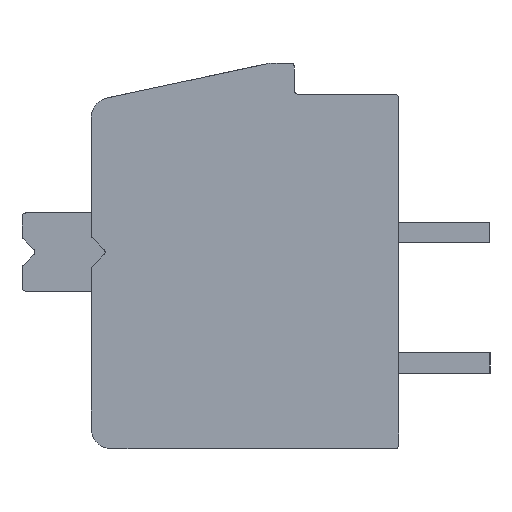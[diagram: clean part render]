
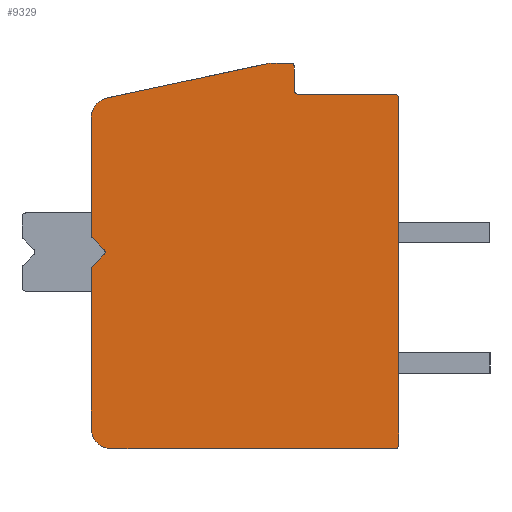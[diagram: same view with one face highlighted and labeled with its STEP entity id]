
A CAD part, left-side view. The second image highlights one B-rep face of the part: STEP entity #9329.
In plain terms, the highlighted planar face has unit normal (-1, 0, 0).
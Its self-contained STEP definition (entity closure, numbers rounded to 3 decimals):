
#134=CARTESIAN_POINT('',(-15.99,-8.3,-14.65));
#135=DIRECTION('',(1.,0.,0.));
#136=DIRECTION('',(0.,-1.,0.));
#137=AXIS2_PLACEMENT_3D('',#134,#135,#136);
#139=DIRECTION('',(0.,1.,0.));
#140=VECTOR('',#139,10.85);
#141=CARTESIAN_POINT('',(-15.99,-8.3,-14.8));
#142=LINE('',#141,#140);
#143=CARTESIAN_POINT('',(-15.99,2.55,-14.));
#144=DIRECTION('',(1.,0.,0.));
#145=DIRECTION('',(0.,0.,-1.));
#146=AXIS2_PLACEMENT_3D('',#143,#144,#145);
#148=DIRECTION('',(0.,0.,1.));
#149=VECTOR('',#148,6.088);
#150=CARTESIAN_POINT('',(-15.99,3.35,-14.));
#151=LINE('',#150,#149);
#152=CARTESIAN_POINT('',(-15.99,3.2,-7.912));
#153=DIRECTION('',(1.,0.,0.));
#154=DIRECTION('',(0.,1.,0.));
#155=AXIS2_PLACEMENT_3D('',#152,#153,#154);
#157=DIRECTION('',(0.,-0.707,0.707));
#158=VECTOR('',#157,0.637);
#159=CARTESIAN_POINT('',(-15.99,3.306,-7.806));
#160=LINE('',#159,#158);
#161=CARTESIAN_POINT('',(-15.99,2.962,-7.25));
#162=DIRECTION('',(-1.,0.,0.));
#163=DIRECTION('',(0.,-0.707,-0.707));
#164=AXIS2_PLACEMENT_3D('',#161,#162,#163);
#166=DIRECTION('',(0.,0.707,0.707));
#167=VECTOR('',#166,0.637);
#168=CARTESIAN_POINT('',(-15.99,2.856,-7.144));
#169=LINE('',#168,#167);
#170=CARTESIAN_POINT('',(-15.99,3.2,-6.588));
#171=DIRECTION('',(1.,0.,0.));
#172=DIRECTION('',(0.,0.707,-0.707));
#173=AXIS2_PLACEMENT_3D('',#170,#171,#172);
#175=DIRECTION('',(0.,0.,1.));
#176=VECTOR('',#175,4.47);
#177=CARTESIAN_POINT('',(-15.99,3.35,-6.588));
#178=LINE('',#177,#176);
#179=CARTESIAN_POINT('',(-15.99,2.55,-2.118));
#180=DIRECTION('',(1.,0.,0.));
#181=DIRECTION('',(0.,1.,0.));
#182=AXIS2_PLACEMENT_3D('',#179,#180,#181);
#184=DIRECTION('',(0.,-0.978,0.209));
#185=VECTOR('',#184,6.269);
#186=CARTESIAN_POINT('',(-15.99,2.718,-1.335));
#187=LINE('',#186,#185);
#188=CARTESIAN_POINT('',(-15.99,-3.622,-1.));
#189=DIRECTION('',(1.,0.,0.));
#190=DIRECTION('',(0.,0.209,0.978));
#191=AXIS2_PLACEMENT_3D('',#188,#189,#190);
#193=DIRECTION('',(0.,-1.,0.));
#194=VECTOR('',#193,0.678);
#195=CARTESIAN_POINT('',(-15.99,-3.622,0.));
#196=LINE('',#195,#194);
#197=CARTESIAN_POINT('',(-15.99,-4.3,-0.15));
#198=DIRECTION('',(1.,0.,0.));
#199=DIRECTION('',(0.,0.,1.));
#200=AXIS2_PLACEMENT_3D('',#197,#198,#199);
#202=DIRECTION('',(0.,0.,-1.));
#203=VECTOR('',#202,0.9);
#204=CARTESIAN_POINT('',(-15.99,-4.45,-0.15));
#205=LINE('',#204,#203);
#206=CARTESIAN_POINT('',(-15.99,-4.6,-1.05));
#207=DIRECTION('',(-1.,0.,0.));
#208=DIRECTION('',(0.,1.,0.));
#209=AXIS2_PLACEMENT_3D('',#206,#207,#208);
#211=DIRECTION('',(0.,-1.,0.));
#212=VECTOR('',#211,3.7);
#213=CARTESIAN_POINT('',(-15.99,-4.6,-1.2));
#214=LINE('',#213,#212);
#215=CARTESIAN_POINT('',(-15.99,-8.3,-1.35));
#216=DIRECTION('',(1.,0.,0.));
#217=DIRECTION('',(0.,0.,1.));
#218=AXIS2_PLACEMENT_3D('',#215,#216,#217);
#220=DIRECTION('',(0.,0.,-1.));
#221=VECTOR('',#220,13.3);
#222=CARTESIAN_POINT('',(-15.99,-8.45,-1.35));
#223=LINE('',#222,#221);
#7690=CARTESIAN_POINT('',(-15.99,-8.45,-14.65));
#7691=CARTESIAN_POINT('',(-15.99,-8.3,-14.8));
#7692=VERTEX_POINT('',#7690);
#7693=VERTEX_POINT('',#7691);
#7694=CARTESIAN_POINT('',(-15.99,2.55,-14.8));
#7695=VERTEX_POINT('',#7694);
#7696=CARTESIAN_POINT('',(-15.99,3.35,-14.));
#7697=VERTEX_POINT('',#7696);
#7698=CARTESIAN_POINT('',(-15.99,3.35,-7.912));
#7699=VERTEX_POINT('',#7698);
#7700=CARTESIAN_POINT('',(-15.99,3.306,-7.806));
#7701=VERTEX_POINT('',#7700);
#7702=CARTESIAN_POINT('',(-15.99,2.856,-7.356));
#7703=VERTEX_POINT('',#7702);
#7704=CARTESIAN_POINT('',(-15.99,2.856,-7.144));
#7705=VERTEX_POINT('',#7704);
#7706=CARTESIAN_POINT('',(-15.99,3.306,-6.694));
#7707=VERTEX_POINT('',#7706);
#7708=CARTESIAN_POINT('',(-15.99,3.35,-6.588));
#7709=VERTEX_POINT('',#7708);
#7710=CARTESIAN_POINT('',(-15.99,3.35,-2.118));
#7711=VERTEX_POINT('',#7710);
#7712=CARTESIAN_POINT('',(-15.99,2.718,-1.335));
#7713=VERTEX_POINT('',#7712);
#7714=CARTESIAN_POINT('',(-15.99,-3.413,-0.022));
#7715=VERTEX_POINT('',#7714);
#7716=CARTESIAN_POINT('',(-15.99,-3.622,0.));
#7717=VERTEX_POINT('',#7716);
#7718=CARTESIAN_POINT('',(-15.99,-4.3,0.));
#7719=VERTEX_POINT('',#7718);
#7720=CARTESIAN_POINT('',(-15.99,-4.45,-0.15));
#7721=VERTEX_POINT('',#7720);
#7722=CARTESIAN_POINT('',(-15.99,-4.45,-1.05));
#7723=VERTEX_POINT('',#7722);
#7724=CARTESIAN_POINT('',(-15.99,-4.6,-1.2));
#7725=VERTEX_POINT('',#7724);
#7726=CARTESIAN_POINT('',(-15.99,-8.3,-1.2));
#7727=VERTEX_POINT('',#7726);
#7728=CARTESIAN_POINT('',(-15.99,-8.45,-1.35));
#7729=VERTEX_POINT('',#7728);
#9282=CARTESIAN_POINT('',(-15.99,0.,0.));
#9283=DIRECTION('',(1.,0.,0.));
#9284=DIRECTION('',(0.,0.,-1.));
#9285=AXIS2_PLACEMENT_3D('',#9282,#9283,#9284);
#9286=PLANE('',#9285);
#9288=ORIENTED_EDGE('',*,*,#9287,.T.);
#9290=ORIENTED_EDGE('',*,*,#9289,.T.);
#9292=ORIENTED_EDGE('',*,*,#9291,.T.);
#9294=ORIENTED_EDGE('',*,*,#9293,.T.);
#9296=ORIENTED_EDGE('',*,*,#9295,.T.);
#9298=ORIENTED_EDGE('',*,*,#9297,.T.);
#9300=ORIENTED_EDGE('',*,*,#9299,.T.);
#9302=ORIENTED_EDGE('',*,*,#9301,.T.);
#9304=ORIENTED_EDGE('',*,*,#9303,.T.);
#9306=ORIENTED_EDGE('',*,*,#9305,.T.);
#9308=ORIENTED_EDGE('',*,*,#9307,.T.);
#9310=ORIENTED_EDGE('',*,*,#9309,.T.);
#9312=ORIENTED_EDGE('',*,*,#9311,.T.);
#9314=ORIENTED_EDGE('',*,*,#9313,.T.);
#9316=ORIENTED_EDGE('',*,*,#9315,.T.);
#9318=ORIENTED_EDGE('',*,*,#9317,.T.);
#9320=ORIENTED_EDGE('',*,*,#9319,.T.);
#9322=ORIENTED_EDGE('',*,*,#9321,.T.);
#9324=ORIENTED_EDGE('',*,*,#9323,.T.);
#9326=ORIENTED_EDGE('',*,*,#9325,.T.);
#9327=EDGE_LOOP('',(#9288,#9290,#9292,#9294,#9296,#9298,#9300,#9302,#9304,#9306,
#9308,#9310,#9312,#9314,#9316,#9318,#9320,#9322,#9324,#9326));
#9328=FACE_OUTER_BOUND('',#9327,.F.);
#138=CIRCLE('',#137,0.15);
#147=CIRCLE('',#146,0.8);
#156=CIRCLE('',#155,0.15);
#165=CIRCLE('',#164,0.15);
#174=CIRCLE('',#173,0.15);
#183=CIRCLE('',#182,0.8);
#192=CIRCLE('',#191,1.);
#201=CIRCLE('',#200,0.15);
#210=CIRCLE('',#209,0.15);
#219=CIRCLE('',#218,0.15);
#9287=EDGE_CURVE('',#7692,#7693,#138,.T.);
#9289=EDGE_CURVE('',#7693,#7695,#142,.T.);
#9291=EDGE_CURVE('',#7695,#7697,#147,.T.);
#9293=EDGE_CURVE('',#7697,#7699,#151,.T.);
#9295=EDGE_CURVE('',#7699,#7701,#156,.T.);
#9297=EDGE_CURVE('',#7701,#7703,#160,.T.);
#9299=EDGE_CURVE('',#7703,#7705,#165,.T.);
#9301=EDGE_CURVE('',#7705,#7707,#169,.T.);
#9303=EDGE_CURVE('',#7707,#7709,#174,.T.);
#9305=EDGE_CURVE('',#7709,#7711,#178,.T.);
#9307=EDGE_CURVE('',#7711,#7713,#183,.T.);
#9309=EDGE_CURVE('',#7713,#7715,#187,.T.);
#9311=EDGE_CURVE('',#7715,#7717,#192,.T.);
#9313=EDGE_CURVE('',#7717,#7719,#196,.T.);
#9315=EDGE_CURVE('',#7719,#7721,#201,.T.);
#9317=EDGE_CURVE('',#7721,#7723,#205,.T.);
#9319=EDGE_CURVE('',#7723,#7725,#210,.T.);
#9321=EDGE_CURVE('',#7725,#7727,#214,.T.);
#9323=EDGE_CURVE('',#7727,#7729,#219,.T.);
#9325=EDGE_CURVE('',#7729,#7692,#223,.T.);
#9329=ADVANCED_FACE('',(#9328),#9286,.F.);
